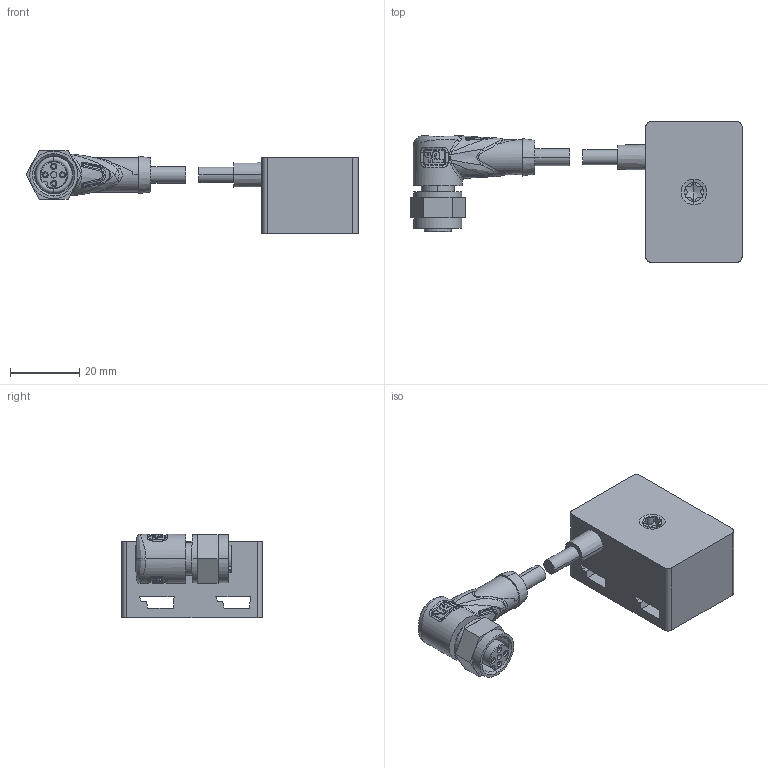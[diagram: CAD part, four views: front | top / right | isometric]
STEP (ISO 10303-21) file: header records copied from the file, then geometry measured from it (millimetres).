
FILE_DESCRIPTION((''),'2;1');
FILE_NAME('DM_CAD-2496_ASM','2017-01-26T',('creinig-se'),(''),'PRO/ENGINEER BY PARAMETRIC TECHNOLOGY CORPORATION, 2015440','PRO/ENGINEER BY PARAMETRIC TECHNOLOGY CORPORATION, 2015440','');
FILE_SCHEMA(('CONFIG_CONTROL_DESIGN'));
Length unit declared in the file: millimetre
Products named in the file (3): DM_CAD-2495_MIT_KABEL; DM_CAD-M12_4POL_W_KAB_SW0001; DM_CAD-2496_ASM
Assembly tree (2 placements, depth 2):
  DM_CAD-2496_ASM
    DM_CAD-2495_MIT_KABEL
    DM_CAD-M12_4POL_W_KAB_SW0001
Bounding box: 95.7 x 40.5 x 24.05 mm (x, y, z)
Volume: 29184.8 mm3; surface area: 10555.3 mm2
Topology: 2 solids, 2 shells, 322 faces, 823 edges, 536 vertices
Faces by surface type: bspline 116, plane 98, cylinder 84, cone 18, torus 4, sphere 2
Entity records: 19599 total; most frequent: CARTESIAN_POINT 9616, ORIENTED_EDGE 1630, DIRECTION 1255, EDGE_CURVE 815, VERTEX_POINT 524, AXIS2_PLACEMENT_3D 480, PRESENTATION_STYLE_ASSIGNMENT 476, STYLED_ITEM 446
